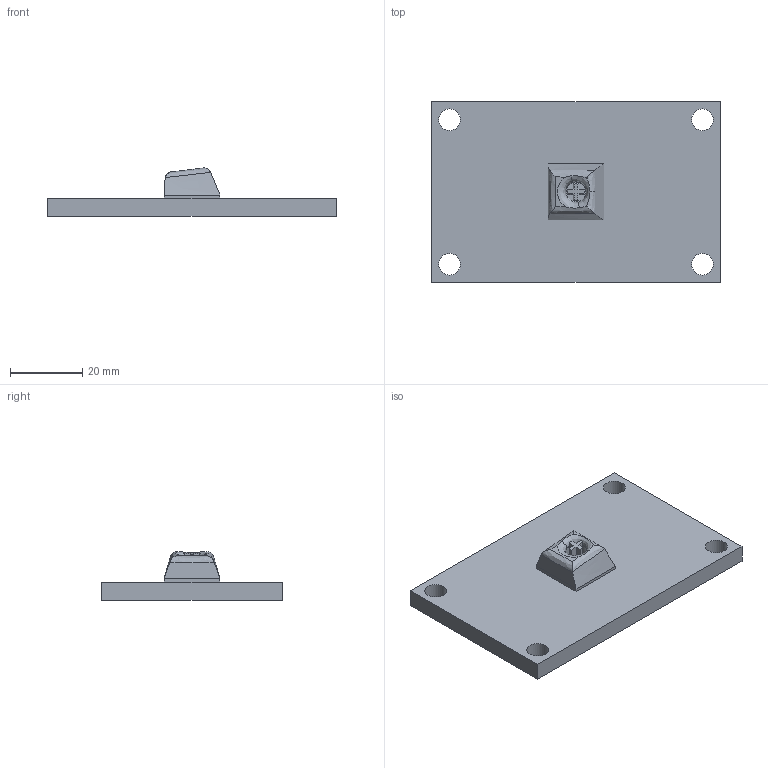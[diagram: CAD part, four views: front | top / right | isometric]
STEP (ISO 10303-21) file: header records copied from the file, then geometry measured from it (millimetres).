
FILE_DESCRIPTION(/* description */ (''),/* implementation_level */ '2;1');
FILE_NAME(/* name */ 'mold_Bottom.step',/* time_stamp */ '2020-02-12T06:03:07+09:00',/* author */ (''),/* organization */ (''),/* preprocessor_version */ 'ST-DEVELOPER v18',/* originating_system */ 'Autodesk Translation Framework v8.12.0.6',/* authorisation */ '');
FILE_SCHEMA (('AUTOMOTIVE_DESIGN { 1 0 10303 214 3 1 1 }'));
Length unit declared in the file: millimetre
Products named in the file (1): mold_Bottom
Bounding box: 80 x 50 x 13.32 mm (x, y, z)
Volume: 20750.6 mm3; surface area: 10014.5 mm2
Topology: 1 solids, 1 shells, 56 faces, 146 edges, 94 vertices
Faces by surface type: plane 29, cylinder 13, bspline 9, cone 5
Full cylindrical faces by diameter (mm): 5.8 x1, 6 x4
Entity records: 2561 total; most frequent: CARTESIAN_POINT 1220, ORIENTED_EDGE 292, DIRECTION 238, EDGE_CURVE 146, VERTEX_POINT 94, AXIS2_PLACEMENT_3D 85, LINE 68, VECTOR 68
